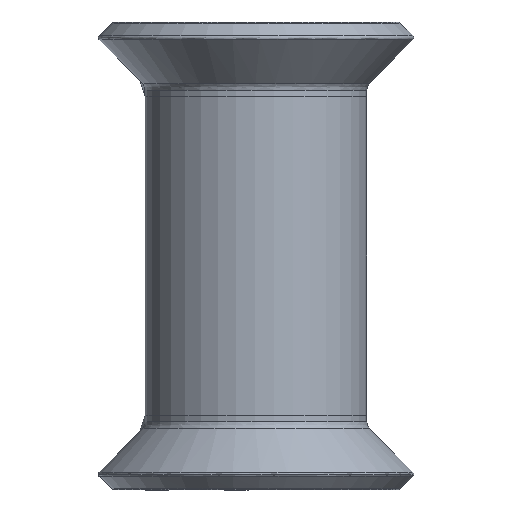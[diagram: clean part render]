
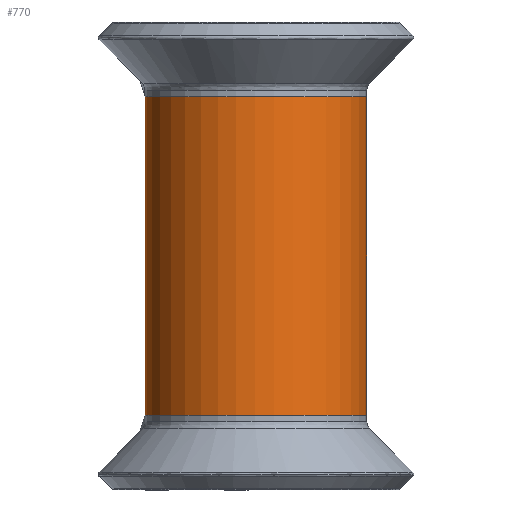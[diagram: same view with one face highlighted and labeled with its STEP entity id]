
A CAD part, front view. The second image highlights one B-rep face of the part: STEP entity #770.
In plain terms, the highlighted cylindrical face has radius 3.01 mm (diameter 6.02 mm), a partial arc.
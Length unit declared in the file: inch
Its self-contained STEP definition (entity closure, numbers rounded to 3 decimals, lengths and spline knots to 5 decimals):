
#106 = LINE ( 'NONE', #2139, #3511 ) ;
#107 = VERTEX_POINT ( 'NONE', #2423 ) ;
#152 = DIRECTION ( 'NONE',  ( -1., 0., 0. ) ) ;
#175 = EDGE_LOOP ( 'NONE', ( #2320, #688, #525, #445, #4156, #1455, #370, #4203 ) ) ;
#213 = CARTESIAN_POINT ( 'NONE',  ( 0.0935, -0.468, 0.17 ) ) ;
#235 = CARTESIAN_POINT ( 'NONE',  ( 0.0935, -0.468, 0.17 ) ) ;
#263 = CARTESIAN_POINT ( 'NONE',  ( 0.0935, -0.468, 0.17 ) ) ;
#370 = ORIENTED_EDGE ( 'NONE', *, *, #2760, .F. ) ;
#371 = AXIS2_PLACEMENT_3D ( 'NONE', #904, #3249, #1233 ) ;
#383 = VERTEX_POINT ( 'NONE', #3282 ) ;
#445 = ORIENTED_EDGE ( 'NONE', *, *, #2833, .F. ) ;
#472 = CIRCLE ( 'NONE', #587, 0.1185 ) ;
#512 = VERTEX_POINT ( 'NONE', #3086 ) ;
#525 = ORIENTED_EDGE ( 'NONE', *, *, #610, .F. ) ;
#539 = B_SPLINE_CURVE_WITH_KNOTS ( 'NONE', 3,
 ( #1629, #3623, #2651, #658 ),
 .UNSPECIFIED., .F., .F.,
 ( 4, 4 ),
 ( 0.79619, 1. ),
 .UNSPECIFIED. ) ;
#547 = DIRECTION ( 'NONE',  ( 1., 0., 0. ) ) ;
#564 = VECTOR ( 'NONE', #878, 39.37008 ) ;
#569 = DIRECTION ( 'NONE',  ( -1., 0., 0. ) ) ;
#574 = CARTESIAN_POINT ( 'NONE',  ( 0.09927, -0.34964, 0.17 ) ) ;
#587 = AXIS2_PLACEMENT_3D ( 'NONE', #263, #2585, #599 ) ;
#599 = DIRECTION ( 'NONE',  ( 1., 0., 0. ) ) ;
#607 = EDGE_CURVE ( 'NONE', #3789, #1502, #4098, .T. ) ;
#610 = EDGE_CURVE ( 'NONE', #107, #3789, #1443, .T. ) ;
#658 = CARTESIAN_POINT ( 'NONE',  ( 0.11927, -0.35234, -0.17 ) ) ;
#688 = ORIENTED_EDGE ( 'NONE', *, *, #607, .F. ) ;
#731 = EDGE_CURVE ( 'NONE', #2507, #4150, #2119, .T. ) ;
#762 = EDGE_CURVE ( 'NONE', #383, #512, #472, .T. ) ;
#770 = ADVANCED_FACE ( 'NONE', ( #3012 ), #1127, .T. ) ;
#878 = DIRECTION ( 'NONE',  ( 0., 0., -1. ) ) ;
#904 = CARTESIAN_POINT ( 'NONE',  ( 0.0935, -0.468, -0.17 ) ) ;
#1127 = CYLINDRICAL_SURFACE ( 'NONE', #1235, 0.1185 ) ;
#1193 = CARTESIAN_POINT ( 'NONE',  ( 0.09927, -0.34963, -0.17 ) ) ;
#1233 = DIRECTION ( 'NONE',  ( -1., 0., 0. ) ) ;
#1235 = AXIS2_PLACEMENT_3D ( 'NONE', #4227, #2899, #2245 ) ;
#1443 = CIRCLE ( 'NONE', #4217, 0.1185 ) ;
#1455 = ORIENTED_EDGE ( 'NONE', *, *, #3261, .T. ) ;
#1480 = CARTESIAN_POINT ( 'NONE',  ( -0.025, -0.468, -0.17 ) ) ;
#1502 = VERTEX_POINT ( 'NONE', #1193 ) ;
#1629 = CARTESIAN_POINT ( 'NONE',  ( 0.09927, -0.34963, -0.17 ) ) ;
#2007 = CIRCLE ( 'NONE', #2017, 0.1185 ) ;
#2017 = AXIS2_PLACEMENT_3D ( 'NONE', #4125, #2126, #152 ) ;
#2119 = CIRCLE ( 'NONE', #371, 0.1185 ) ;
#2126 = DIRECTION ( 'NONE',  ( 0., 0., -1. ) ) ;
#2139 = CARTESIAN_POINT ( 'NONE',  ( -0.025, -0.468, 0.25 ) ) ;
#2245 = DIRECTION ( 'NONE',  ( -1., 0., 0. ) ) ;
#2320 = ORIENTED_EDGE ( 'NONE', *, *, #2915, .F. ) ;
#2384 = CARTESIAN_POINT ( 'NONE',  ( 0.11927, -0.35234, -0.17 ) ) ;
#2423 = CARTESIAN_POINT ( 'NONE',  ( 0.11927, -0.35234, 0.17 ) ) ;
#2507 = VERTEX_POINT ( 'NONE', #2384 ) ;
#2530 = DIRECTION ( 'NONE',  ( 0., 0., 1. ) ) ;
#2556 = DIRECTION ( 'NONE',  ( 0., 0., 1. ) ) ;
#2585 = DIRECTION ( 'NONE',  ( 0., 0., 1. ) ) ;
#2651 = CARTESIAN_POINT ( 'NONE',  ( 0.11269, -0.35087, -0.17 ) ) ;
#2760 = EDGE_CURVE ( 'NONE', #4150, #3334, #2007, .T. ) ;
#2815 = DIRECTION ( 'NONE',  ( 0., 0., -1. ) ) ;
#2833 = EDGE_CURVE ( 'NONE', #512, #107, #4233, .T. ) ;
#2899 = DIRECTION ( 'NONE',  ( 0., 0., -1. ) ) ;
#2915 = EDGE_CURVE ( 'NONE', #1502, #2507, #539, .T. ) ;
#3012 = FACE_OUTER_BOUND ( 'NONE', #175, .T. ) ;
#3019 = CARTESIAN_POINT ( 'NONE',  ( -0.02499, -0.46955, -0.17 ) ) ;
#3086 = CARTESIAN_POINT ( 'NONE',  ( -0.02499, -0.46955, 0.17 ) ) ;
#3150 = AXIS2_PLACEMENT_3D ( 'NONE', #213, #2530, #547 ) ;
#3249 = DIRECTION ( 'NONE',  ( 0., 0., -1. ) ) ;
#3261 = EDGE_CURVE ( 'NONE', #383, #3334, #106, .T. ) ;
#3282 = CARTESIAN_POINT ( 'NONE',  ( -0.025, -0.468, 0.17 ) ) ;
#3334 = VERTEX_POINT ( 'NONE', #1480 ) ;
#3511 = VECTOR ( 'NONE', #2815, 39.37008 ) ;
#3623 = CARTESIAN_POINT ( 'NONE',  ( 0.106, -0.34997, -0.17 ) ) ;
#3789 = VERTEX_POINT ( 'NONE', #574 ) ;
#4098 = LINE ( 'NONE', #4187, #564 ) ;
#4125 = CARTESIAN_POINT ( 'NONE',  ( 0.0935, -0.468, -0.17 ) ) ;
#4150 = VERTEX_POINT ( 'NONE', #3019 ) ;
#4156 = ORIENTED_EDGE ( 'NONE', *, *, #762, .F. ) ;
#4187 = CARTESIAN_POINT ( 'NONE',  ( 0.09927, -0.34964, 0.25 ) ) ;
#4203 = ORIENTED_EDGE ( 'NONE', *, *, #731, .F. ) ;
#4217 = AXIS2_PLACEMENT_3D ( 'NONE', #235, #2556, #569 ) ;
#4227 = CARTESIAN_POINT ( 'NONE',  ( 0.0935, -0.468, 0.25 ) ) ;
#4233 = CIRCLE ( 'NONE', #3150, 0.1185 ) ;
